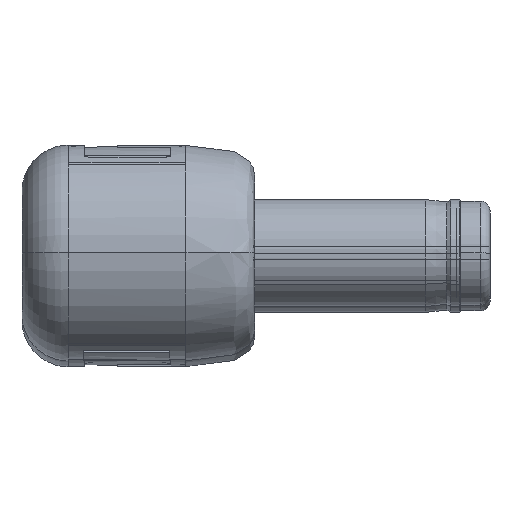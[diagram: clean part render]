
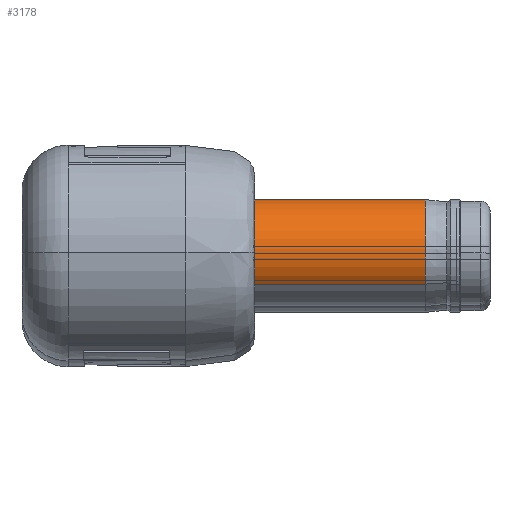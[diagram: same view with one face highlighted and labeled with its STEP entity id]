
A CAD part, top view. The second image highlights one B-rep face of the part: STEP entity #3178.
In plain terms, the highlighted cylindrical face has radius 2.74 mm (diameter 5.48 mm), a partial arc.
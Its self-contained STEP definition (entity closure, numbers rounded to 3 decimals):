
#899 = CARTESIAN_POINT ( 'NONE',  ( -2.74, -6.779, 0. ) ) ;
#1486 = EDGE_CURVE ( 'NONE', #2370, #25662, #27860, .T. ) ;
#2189 = CARTESIAN_POINT ( 'NONE',  ( 2.74, -4.979, 0. ) ) ;
#2370 = VERTEX_POINT ( 'NONE', #23637 ) ;
#3178 = ADVANCED_FACE ( 'NONE', ( #17356 ), #28855, .T. ) ;
#4446 = DIRECTION ( 'NONE',  ( 0., 1., 0. ) ) ;
#4617 = CARTESIAN_POINT ( 'NONE',  ( 0., 7.471, 0. ) ) ;
#6727 = DIRECTION ( 'NONE',  ( -1., 0., 0. ) ) ;
#7359 = CARTESIAN_POINT ( 'NONE',  ( 2.74, -6.779, 0. ) ) ;
#8350 = AXIS2_PLACEMENT_3D ( 'NONE', #12791, #23265, #12075 ) ;
#9143 = AXIS2_PLACEMENT_3D ( 'NONE', #15596, #4446, #6727 ) ;
#9181 = EDGE_CURVE ( 'NONE', #2370, #28596, #28981, .T. ) ;
#9894 = DIRECTION ( 'NONE',  ( 0., 1., 0. ) ) ;
#9913 = ORIENTED_EDGE ( 'NONE', *, *, #14841, .F. ) ;
#10266 = AXIS2_PLACEMENT_3D ( 'NONE', #4617, #15567, #20041 ) ;
#10841 = ORIENTED_EDGE ( 'NONE', *, *, #9181, .F. ) ;
#12075 = DIRECTION ( 'NONE',  ( -1., 0., 0. ) ) ;
#12791 = CARTESIAN_POINT ( 'NONE',  ( 0., -6.779, 0. ) ) ;
#13323 = CIRCLE ( 'NONE', #10266, 2.74 ) ;
#13466 = VERTEX_POINT ( 'NONE', #13975 ) ;
#13975 = CARTESIAN_POINT ( 'NONE',  ( 2.74, 7.471, 0. ) ) ;
#14094 = DIRECTION ( 'NONE',  ( 0., 1., 0. ) ) ;
#14841 = EDGE_CURVE ( 'NONE', #28596, #13466, #13323, .T. ) ;
#15069 = EDGE_LOOP ( 'NONE', ( #25036, #23494, #9913, #10841 ) ) ;
#15567 = DIRECTION ( 'NONE',  ( 0., 1., 0. ) ) ;
#15596 = CARTESIAN_POINT ( 'NONE',  ( 0., -4.979, 0. ) ) ;
#17356 = FACE_OUTER_BOUND ( 'NONE', #15069, .T. ) ;
#17365 = VECTOR ( 'NONE', #14094, 1000. ) ;
#18455 = EDGE_CURVE ( 'NONE', #25662, #13466, #22203, .T. ) ;
#20041 = DIRECTION ( 'NONE',  ( -1., 0., 0. ) ) ;
#22203 = LINE ( 'NONE', #7359, #17365 ) ;
#23265 = DIRECTION ( 'NONE',  ( 0., 1., 0. ) ) ;
#23494 = ORIENTED_EDGE ( 'NONE', *, *, #18455, .T. ) ;
#23637 = CARTESIAN_POINT ( 'NONE',  ( -2.74, -4.979, 0. ) ) ;
#25036 = ORIENTED_EDGE ( 'NONE', *, *, #1486, .T. ) ;
#25443 = CARTESIAN_POINT ( 'NONE',  ( -2.74, 7.471, 0. ) ) ;
#25662 = VERTEX_POINT ( 'NONE', #2189 ) ;
#27860 = CIRCLE ( 'NONE', #9143, 2.74 ) ;
#28278 = VECTOR ( 'NONE', #9894, 1000. ) ;
#28596 = VERTEX_POINT ( 'NONE', #25443 ) ;
#28855 = CYLINDRICAL_SURFACE ( 'NONE', #8350, 2.74 ) ;
#28981 = LINE ( 'NONE', #899, #28278 ) ;
